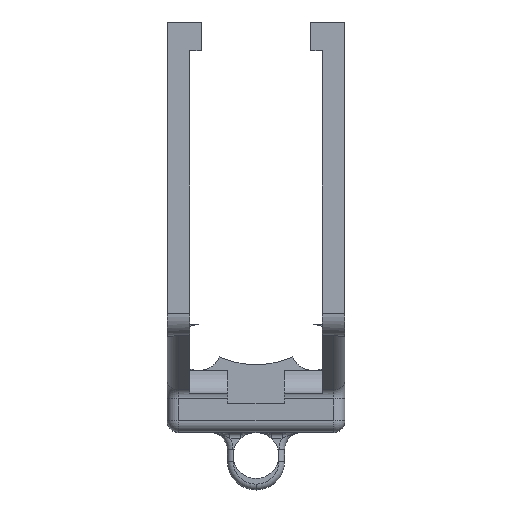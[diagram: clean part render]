
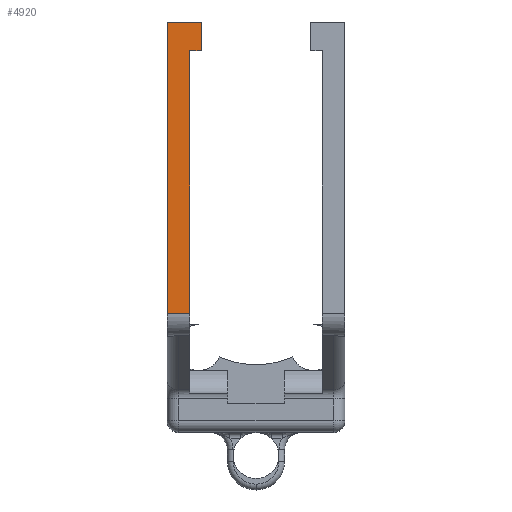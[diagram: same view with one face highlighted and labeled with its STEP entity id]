
A CAD part, top view. The second image highlights one B-rep face of the part: STEP entity #4920.
In plain terms, the highlighted planar face has unit normal (0, 0, 1).
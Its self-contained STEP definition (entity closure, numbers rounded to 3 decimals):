
#257 = VECTOR ( 'NONE', #1285, 1000. ) ;
#692 = CARTESIAN_POINT ( 'NONE',  ( -11.55, 2.499, 63.6 ) ) ;
#721 = AXIS2_PLACEMENT_3D ( 'NONE', #3229, #4493, #3149 ) ;
#788 = CARTESIAN_POINT ( 'NONE',  ( -9.55, 48.246, 63.6 ) ) ;
#801 = LINE ( 'NONE', #2945, #2269 ) ;
#812 = LINE ( 'NONE', #2567, #4806 ) ;
#836 = ORIENTED_EDGE ( 'NONE', *, *, #3231, .T. ) ;
#1225 = LINE ( 'NONE', #788, #2907 ) ;
#1285 = DIRECTION ( 'NONE',  ( 1., 0., 0. ) ) ;
#1325 = CARTESIAN_POINT ( 'NONE',  ( -9.55, 53.246, 63.6 ) ) ;
#1599 = VERTEX_POINT ( 'NONE', #4328 ) ;
#1938 = DIRECTION ( 'NONE',  ( -1., 0., 0. ) ) ;
#2065 = CARTESIAN_POINT ( 'NONE',  ( 0., 2.499, 63.6 ) ) ;
#2269 = VECTOR ( 'NONE', #2555, 1000. ) ;
#2288 = EDGE_CURVE ( 'NONE', #2300, #1599, #1225, .T. ) ;
#2296 = EDGE_CURVE ( 'NONE', #5438, #2300, #812, .T. ) ;
#2300 = VERTEX_POINT ( 'NONE', #3325 ) ;
#2442 = ORIENTED_EDGE ( 'NONE', *, *, #2962, .T. ) ;
#2555 = DIRECTION ( 'NONE',  ( 0., -1., 0. ) ) ;
#2567 = CARTESIAN_POINT ( 'NONE',  ( -11.55, 48.246, 63.6 ) ) ;
#2676 = VERTEX_POINT ( 'NONE', #1325 ) ;
#2746 = PLANE ( 'NONE',  #721 ) ;
#2791 = EDGE_CURVE ( 'NONE', #2676, #3210, #4235, .T. ) ;
#2832 = FACE_OUTER_BOUND ( 'NONE', #4644, .T. ) ;
#2907 = VECTOR ( 'NONE', #4300, 1000. ) ;
#2945 = CARTESIAN_POINT ( 'NONE',  ( -15.5, -1.374, 63.6 ) ) ;
#2962 = EDGE_CURVE ( 'NONE', #3405, #5438, #3823, .T. ) ;
#3149 = DIRECTION ( 'NONE',  ( -1., 0., 0. ) ) ;
#3184 = VECTOR ( 'NONE', #1938, 1000. ) ;
#3210 = VERTEX_POINT ( 'NONE', #3663 ) ;
#3229 = CARTESIAN_POINT ( 'NONE',  ( 0., 0., 63.6 ) ) ;
#3231 = EDGE_CURVE ( 'NONE', #1599, #2676, #4492, .T. ) ;
#3241 = EDGE_CURVE ( 'NONE', #3210, #3405, #801, .T. ) ;
#3325 = CARTESIAN_POINT ( 'NONE',  ( -11.55, 48.246, 63.6 ) ) ;
#3405 = VERTEX_POINT ( 'NONE', #5637 ) ;
#3663 = CARTESIAN_POINT ( 'NONE',  ( -15.5, 53.246, 63.6 ) ) ;
#3725 = CARTESIAN_POINT ( 'NONE',  ( -15.5, 53.246, 63.6 ) ) ;
#3823 = LINE ( 'NONE', #2065, #257 ) ;
#3825 = ORIENTED_EDGE ( 'NONE', *, *, #2288, .T. ) ;
#4235 = LINE ( 'NONE', #3725, #3184 ) ;
#4300 = DIRECTION ( 'NONE',  ( 1., 0., 0. ) ) ;
#4328 = CARTESIAN_POINT ( 'NONE',  ( -9.55, 48.246, 63.6 ) ) ;
#4367 = ORIENTED_EDGE ( 'NONE', *, *, #2791, .T. ) ;
#4407 = ORIENTED_EDGE ( 'NONE', *, *, #3241, .T. ) ;
#4467 = VECTOR ( 'NONE', #4938, 1000. ) ;
#4492 = LINE ( 'NONE', #5367, #4467 ) ;
#4493 = DIRECTION ( 'NONE',  ( 0., 0., -1. ) ) ;
#4644 = EDGE_LOOP ( 'NONE', ( #4407, #2442, #5259, #3825, #836, #4367 ) ) ;
#4806 = VECTOR ( 'NONE', #5087, 1000. ) ;
#4920 = ADVANCED_FACE ( 'NONE', ( #2832 ), #2746, .F. ) ;
#4938 = DIRECTION ( 'NONE',  ( 0., 1., 0. ) ) ;
#5087 = DIRECTION ( 'NONE',  ( 0., 1., 0. ) ) ;
#5259 = ORIENTED_EDGE ( 'NONE', *, *, #2296, .T. ) ;
#5367 = CARTESIAN_POINT ( 'NONE',  ( -9.55, 53.246, 63.6 ) ) ;
#5438 = VERTEX_POINT ( 'NONE', #692 ) ;
#5637 = CARTESIAN_POINT ( 'NONE',  ( -15.5, 2.499, 63.6 ) ) ;
